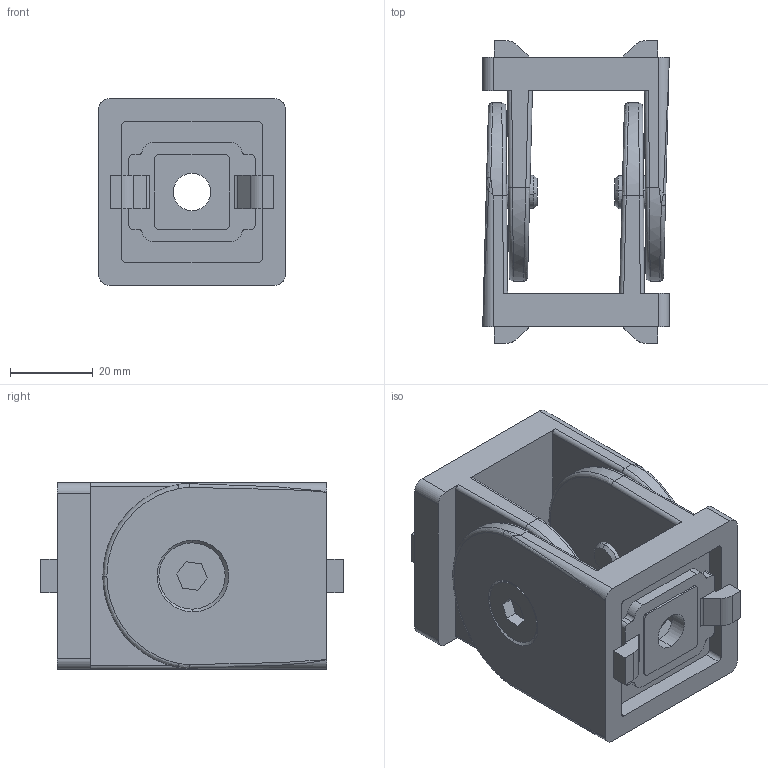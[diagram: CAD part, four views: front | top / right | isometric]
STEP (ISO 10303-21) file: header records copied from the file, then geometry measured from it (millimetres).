
FILE_DESCRIPTION (( 'STEP AP203' ), '1' );
FILE_NAME ('084.311.015.STEP', '2015-01-13T08:20:43', ( '' ), ( '' ), 'SwSTEP 2.0', 'SolidWorks 2012', '' );
FILE_SCHEMA (( 'CONFIG_CONTROL_DESIGN' ));
Length unit declared in the file: millimetre
Products named in the file (4): 084.311.015; 084.311.010-2; VITI TSEI UNI 5933_M8x12 UNI 5933; 084.311.015L
Assembly tree (6 placements, depth 2):
  084.311.015
    084.311.015L  x2
    VITI TSEI UNI 5933_M8x12 UNI 5933  x2
    084.311.010-2  x2
Bounding box: 45 x 73 x 45 mm (x, y, z)
Volume: 64518.8 mm3; surface area: 33003.7 mm2
Topology: 6 solids, 6 shells, 264 faces, 700 edges, 448 vertices
Faces by surface type: plane 124, cylinder 100, bspline 28, cone 12
Entity records: 5071 total; most frequent: CARTESIAN_POINT 1376, ORIENTED_EDGE 692, DIRECTION 656, EDGE_CURVE 346, VERTEX_POINT 224, AXIS2_PLACEMENT_3D 223, LINE 210, VECTOR 210
